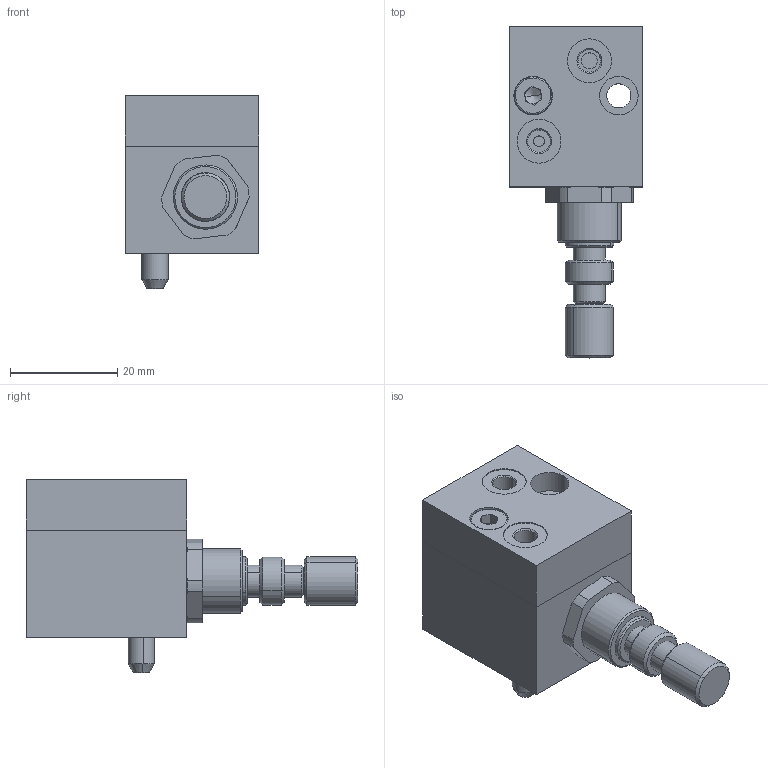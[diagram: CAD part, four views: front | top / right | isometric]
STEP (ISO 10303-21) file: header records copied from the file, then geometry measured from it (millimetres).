
FILE_DESCRIPTION(( 'DP.2005.STEP' ), '1');
FILE_NAME( 'DP.2005.STEP', '2019-05-02T17:13:07',( 'Sopra'),('sopra-pneumatic.com'), 'SwSTEP 2.0','SolidWorks 2009','' );
FILE_SCHEMA (( 'AUTOMOTIVE_DESIGN' ));
Length unit declared in the file: millimetre
Products named in the file (1): 03_009_4
Bounding box: 25 x 61.92 x 36.1 mm (x, y, z)
Volume: 23887.3 mm3; surface area: 8631.4 mm2
Topology: 3 solids, 3 shells, 244 faces, 629 edges, 407 vertices
Faces by surface type: cylinder 161, plane 49, cone 30, torus 4
Entity records: 10005 total; most frequent: DIRECTION 1469, CARTESIAN_POINT 1315, ORIENTED_EDGE 1254, EDGE_CURVE 627, AXIS2_PLACEMENT_3D 609, VERTEX_POINT 407, CIRCLE 364, EDGE_LOOP 270
